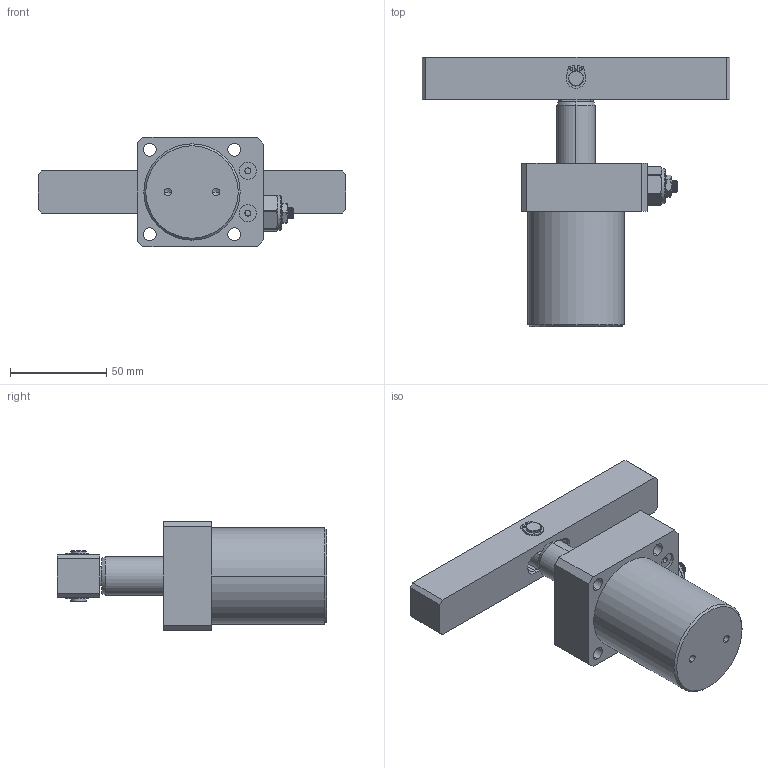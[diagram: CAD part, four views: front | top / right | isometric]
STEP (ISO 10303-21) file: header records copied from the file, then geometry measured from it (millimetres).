
FILE_DESCRIPTION (( 'STEP AP214' ), '1' );
FILE_NAME ('chs-famt32d_asm.STEP', '2020-02-12T06:27:35', ( '' ), ( '' ), 'SwSTEP 2.0', 'SolidWorks 2016', '' );
FILE_SCHEMA (( 'AUTOMOTIVE_DESIGN' ));
Length unit declared in the file: millimetre
Products named in the file (9): hex thin nuts-grades ab-chamfered gb(GB_FASTENER_NUT_STNAB M6-S); 20覃厒裝; 20概极; Xiaozhou_1; 轴8挡圈_1; CHS-FAMT32BT; CHS-32D-01_4; CHS-32D-02_3_1; chs-famt32d_asm
Assembly tree (9 placements, depth 2):
  chs-famt32d_asm
    CHS-32D-02_3_1
    CHS-32D-01_4
    CHS-FAMT32BT
    轴8挡圈_1  x2
    Xiaozhou_1
    20概极
    20覃厒裝
    hex thin nuts-grades ab-chamfered gb(GB_FASTENER_NUT_STNAB M6-S)
Bounding box: 160 x 140 x 57 mm (x, y, z)
Volume: 307471.9 mm3; surface area: 57403.8 mm2
Topology: 11 solids, 11 shells, 522 faces, 1360 edges, 876 vertices
Faces by surface type: cylinder 222, plane 121, bspline 101, cone 78
Entity records: 22534 total; most frequent: CARTESIAN_POINT 11234, ORIENTED_EDGE 2572, DIRECTION 1897, EDGE_CURVE 1286, VERTEX_POINT 832, AXIS2_PLACEMENT_3D 732, EDGE_LOOP 560, ADVANCED_FACE 498
